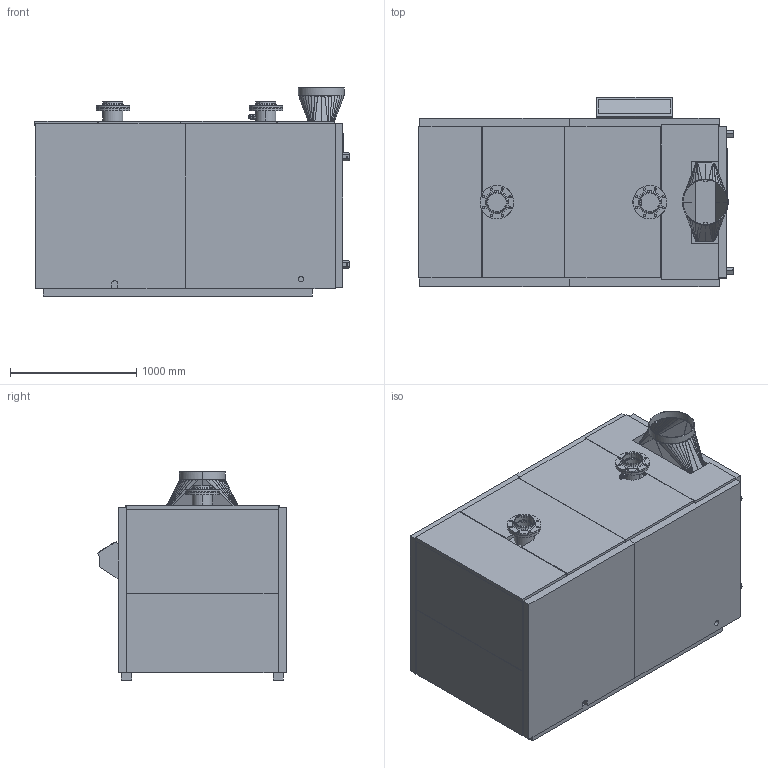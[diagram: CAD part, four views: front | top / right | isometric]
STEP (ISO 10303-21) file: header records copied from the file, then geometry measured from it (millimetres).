
FILE_DESCRIPTION(('CATIA V5 STEP Exchange'),'2;1');
FILE_NAME('4213274_00_CompactGas_(1000).stp','2014-06-25T13:28:58+00:00',('N.N.'),('Hovalwerke AG FL-9490 Vaduz'),'CATIA Version 5 Release 20 SP 7 (IN-10)','CATIA V5 STEP AP203','none');
FILE_SCHEMA(('CONFIG_CONTROL_DESIGN'));
Length unit declared in the file: millimetre
Products named in the file (4): 4213274_CompactGas(1000) Planerdaten 3D CSM_10509384_C83_000_00; _6002042_V_10508016_C83_000_00; _6017187_10508013_C83_000_00; 6017928
Assembly tree (29 placements, depth 3):
  4213274_CompactGas(1000) Planerdaten 3D CSM_10509384_C83_000_00
    #58
    #4019
    #6755  x4
    _6002042_V_10508016_C83_000_00
      #7778
      #8060
      #8396
    _6017187_10508013_C83_000_00
      #9106
      #8396
    #9303  x2
    #10240
    #11291
    #11593
    #12133
    #12654
    6017928
      #13119  x2
      #18153  x2
      #23191
      #24249
      #25857  x2
Bounding box: 2485 x 1494.36 x 1646 mm (x, y, z)
Volume: 2567630971.8 mm3; surface area: 35444351.5 mm2
Topology: 40 solids, 40 shells, 1022 faces, 2567 edges, 1645 vertices
Faces by surface type: bspline 356, plane 346, cylinder 244, cone 64, torus 10, revolution 2
Entity records: 25991 total; most frequent: CARTESIAN_POINT 11401, ORIENTED_EDGE 3438, DIRECTION 1855, EDGE_CURVE 1719, VERTEX_POINT 1109, EDGE_LOOP 802, VECTOR 741, LINE 741
